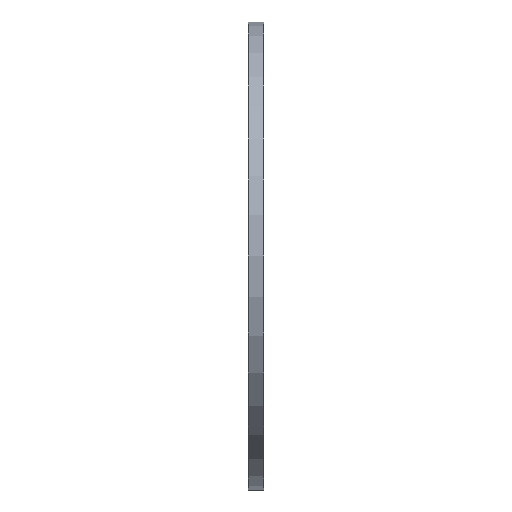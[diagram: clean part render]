
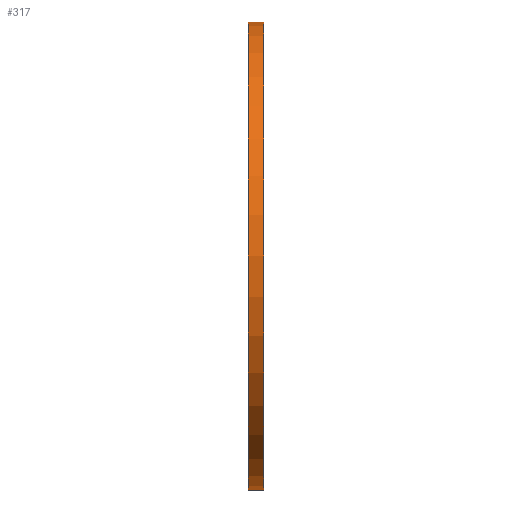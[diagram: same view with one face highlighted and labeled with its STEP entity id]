
A CAD part, left-side view. The second image highlights one B-rep face of the part: STEP entity #317.
In plain terms, the highlighted cylindrical face has radius 75 mm (diameter 150 mm), a partial arc.
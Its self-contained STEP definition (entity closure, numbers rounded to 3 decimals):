
#16 = LINE ( 'NONE', #262, #353 ) ;
#56 = VECTOR ( 'NONE', #234, 1000. ) ;
#66 = CARTESIAN_POINT ( 'NONE',  ( 0., 5., 75. ) ) ;
#141 = CARTESIAN_POINT ( 'NONE',  ( 0., 5., -75. ) ) ;
#143 = EDGE_CURVE ( 'NONE', #781, #681, #16, .T. ) ;
#147 = EDGE_LOOP ( 'NONE', ( #383, #298, #698, #662 ) ) ;
#149 = CIRCLE ( 'NONE', #324, 75. ) ;
#158 = CARTESIAN_POINT ( 'NONE',  ( 0., 5., 0. ) ) ;
#213 = CARTESIAN_POINT ( 'NONE',  ( 0., 0., 75. ) ) ;
#234 = DIRECTION ( 'NONE',  ( 0., -1., 0. ) ) ;
#251 = DIRECTION ( 'NONE',  ( 0., -1., 0. ) ) ;
#262 = CARTESIAN_POINT ( 'NONE',  ( 0., 5., 75. ) ) ;
#277 = DIRECTION ( 'NONE',  ( 0., 0., 1. ) ) ;
#284 = CIRCLE ( 'NONE', #449, 75. ) ;
#298 = ORIENTED_EDGE ( 'NONE', *, *, #675, .F. ) ;
#311 = EDGE_CURVE ( 'NONE', #804, #681, #149, .T. ) ;
#315 = FACE_OUTER_BOUND ( 'NONE', #147, .T. ) ;
#317 = ADVANCED_FACE ( 'NONE', ( #315 ), #715, .T. ) ;
#324 = AXIS2_PLACEMENT_3D ( 'NONE', #822, #414, #676 ) ;
#353 = VECTOR ( 'NONE', #650, 1000. ) ;
#383 = ORIENTED_EDGE ( 'NONE', *, *, #143, .F. ) ;
#386 = DIRECTION ( 'NONE',  ( 0., 0., -1. ) ) ;
#414 = DIRECTION ( 'NONE',  ( 0., 1., 0. ) ) ;
#416 = DIRECTION ( 'NONE',  ( 0., 1., 0. ) ) ;
#449 = AXIS2_PLACEMENT_3D ( 'NONE', #158, #416, #277 ) ;
#507 = AXIS2_PLACEMENT_3D ( 'NONE', #835, #251, #386 ) ;
#511 = VERTEX_POINT ( 'NONE', #141 ) ;
#538 = CARTESIAN_POINT ( 'NONE',  ( 0., 0., -75. ) ) ;
#612 = CARTESIAN_POINT ( 'NONE',  ( 0., 5., -75. ) ) ;
#621 = EDGE_CURVE ( 'NONE', #511, #804, #756, .T. ) ;
#650 = DIRECTION ( 'NONE',  ( 0., -1., 0. ) ) ;
#662 = ORIENTED_EDGE ( 'NONE', *, *, #311, .T. ) ;
#675 = EDGE_CURVE ( 'NONE', #511, #781, #284, .T. ) ;
#676 = DIRECTION ( 'NONE',  ( 0., 0., 1. ) ) ;
#681 = VERTEX_POINT ( 'NONE', #213 ) ;
#698 = ORIENTED_EDGE ( 'NONE', *, *, #621, .T. ) ;
#715 = CYLINDRICAL_SURFACE ( 'NONE', #507, 75. ) ;
#756 = LINE ( 'NONE', #612, #56 ) ;
#781 = VERTEX_POINT ( 'NONE', #66 ) ;
#804 = VERTEX_POINT ( 'NONE', #538 ) ;
#822 = CARTESIAN_POINT ( 'NONE',  ( 0., 0., 0. ) ) ;
#835 = CARTESIAN_POINT ( 'NONE',  ( 0., 5., 0. ) ) ;
